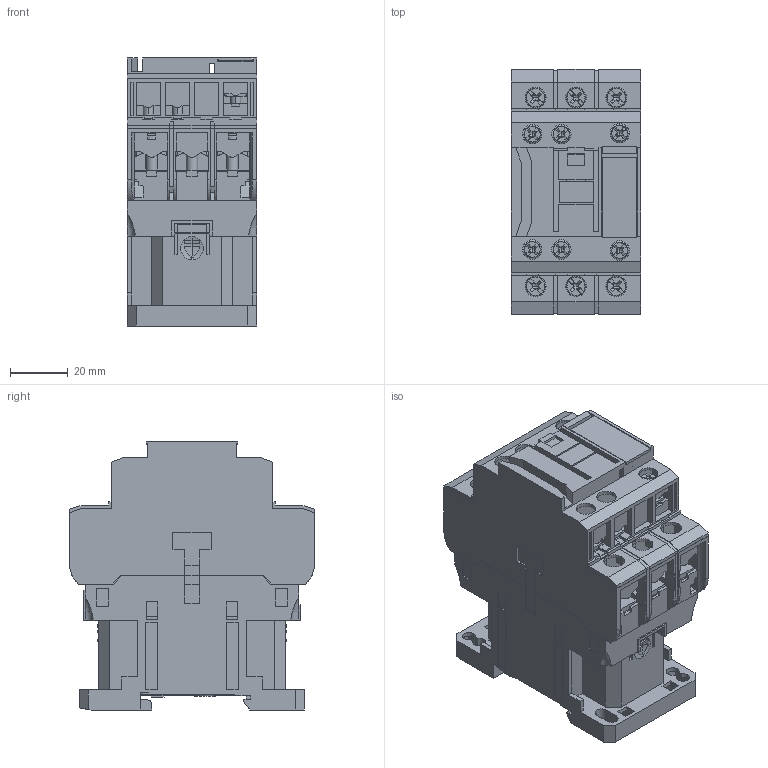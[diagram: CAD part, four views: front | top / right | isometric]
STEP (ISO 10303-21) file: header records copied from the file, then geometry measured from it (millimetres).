
FILE_DESCRIPTION (( 'STEP AP214' ), '1' );
FILE_NAME ('CWBN1-11-30D39.STEP', '2025-05-12T15:03:34', ( '' ), ( '' ), 'SwSTEP 2.0', 'SolidWorks 2024', '' );
FILE_SCHEMA (( 'AUTOMOTIVE_DESIGN' ));
Length unit declared in the file: inch
Products named in the file (1): CWBN1-11-30D39
Bounding box: 44.8 x 85 x 93 mm (x, y, z)
Volume: 238464 mm3; surface area: 74420.6 mm2
Topology: 42 solids, 47 shells, 2540 faces, 7168 edges, 4712 vertices
Faces by surface type: plane 1924, cylinder 437, cone 122, torus 38, sphere 12, bspline 7
Entity records: 83341 total; most frequent: CARTESIAN_POINT 18181, ORIENTED_EDGE 14280, DIRECTION 12236, EDGE_CURVE 7140, VECTOR 5392, LINE 5392, VERTEX_POINT 4712, AXIS2_PLACEMENT_3D 3422
